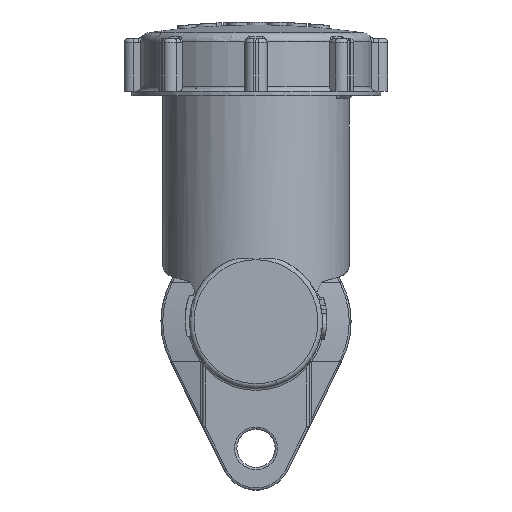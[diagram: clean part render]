
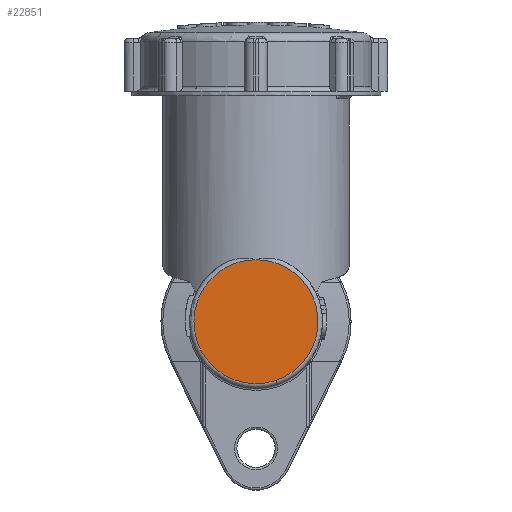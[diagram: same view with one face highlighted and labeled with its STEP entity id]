
A CAD part, front view. The second image highlights one B-rep face of the part: STEP entity #22851.
In plain terms, the highlighted planar face has unit normal (0, -1, 0).
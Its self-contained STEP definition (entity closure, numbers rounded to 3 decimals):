
#955=PLANE('',#25174);
#1860=FACE_OUTER_BOUND('',#3256,.T.);
#3256=EDGE_LOOP('',(#17797,#17798));
#4022=CIRCLE('',#23876,14.);
#4100=CIRCLE('',#23973,14.);
#8756=VERTEX_POINT('',#32382);
#8875=VERTEX_POINT('',#36224);
#11053=EDGE_CURVE('',#8756,#8875,#4022,.T.);
#11234=EDGE_CURVE('',#8875,#8756,#4100,.T.);
#17797=ORIENTED_EDGE('',*,*,#11053,.T.);
#17798=ORIENTED_EDGE('',*,*,#11234,.T.);
#22851=ADVANCED_FACE('',(#1860),#955,.T.);
#23876=AXIS2_PLACEMENT_3D('',#36227,#26215,#26216);
#23973=AXIS2_PLACEMENT_3D('',#37640,#26463,#26464);
#25174=AXIS2_PLACEMENT_3D('',#46795,#29469,#29470);
#26215=DIRECTION('center_axis',(0.,-1.,0.));
#26216=DIRECTION('ref_axis',(0.,0.,1.));
#26463=DIRECTION('center_axis',(0.,-1.,0.));
#26464=DIRECTION('ref_axis',(0.,0.,1.));
#29469=DIRECTION('center_axis',(0.,-1.,0.));
#29470=DIRECTION('ref_axis',(1.,0.,0.));
#32382=CARTESIAN_POINT('',(0.,-94.3,14.));
#36224=CARTESIAN_POINT('',(4.565,-94.3,-13.235));
#36227=CARTESIAN_POINT('Origin',(0.,-94.3,0.));
#37640=CARTESIAN_POINT('Origin',(0.,-94.3,0.));
#46795=CARTESIAN_POINT('Origin',(0.,-94.3,0.));
